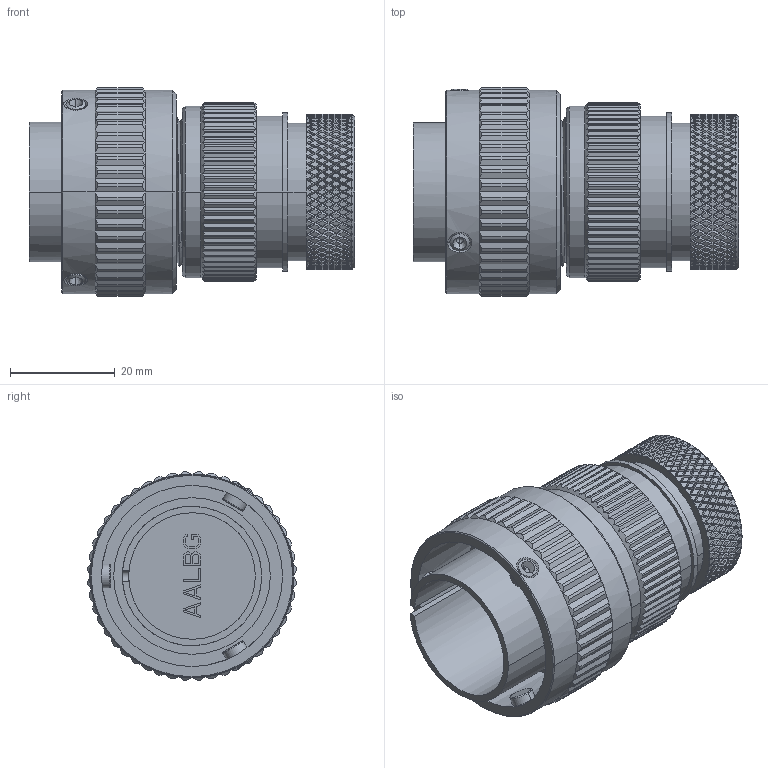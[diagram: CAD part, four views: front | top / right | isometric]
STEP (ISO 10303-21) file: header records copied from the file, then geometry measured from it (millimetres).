
FILE_DESCRIPTION((''),'2;1');
FILE_NAME('VG95234G-20_SW0001','2023-03-23T13:59:00',('paultorloting'),('NET AG system integration'),'CREO PARAMETRIC BY PTC INC, 2021404','CREO PARAMETRIC BY PTC INC, 2021404','');
FILE_SCHEMA(('AUTOMOTIVE_DESIGN { 1 0 10303 214 1 1 1 1 }'));
Products named in the file (1): VG95234G-20_SW0001
Bounding box: 61.95 x 39.75 x 39.75 mm (x, y, z)
Volume: 38551.9 mm3; surface area: 16389.5 mm2
Topology: 1 solids, 1 shells, 3514 faces, 7963 edges, 4482 vertices
Faces by surface type: plane 2650, cylinder 705, cone 146, bspline 7, torus 6
Entity records: 120918 total; most frequent: CARTESIAN_POINT 26520, ORIENTED_EDGE 15914, DIRECTION 12595, EDGE_CURVE 7957, VERTEX_POINT 4482, VECTOR 4358, LINE 4358, AXIS2_PLACEMENT_3D 4117
